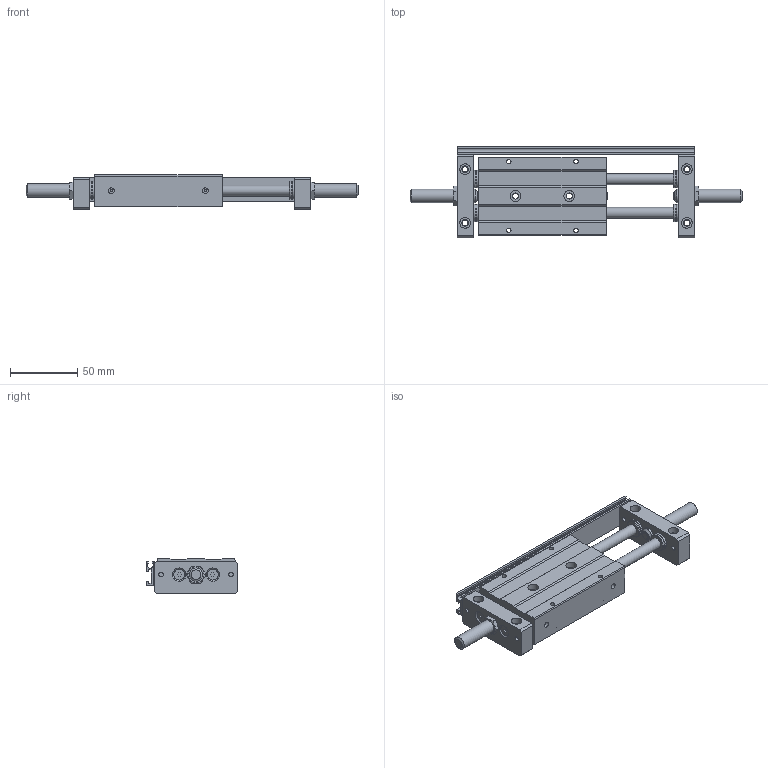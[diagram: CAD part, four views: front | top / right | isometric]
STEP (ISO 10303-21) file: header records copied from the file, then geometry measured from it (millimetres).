
FILE_DESCRIPTION((''),'2;1');
FILE_NAME('DPCS16X50.STEP','2012-11-29T15:19:11',('Administrator'),(''),'CADlook_v9.0','Cimatron E 8.0','');
FILE_SCHEMA(('AUTOMOTIVE_DESIGN { 1 2 10303 214 0 1 1 1 }'));
Length unit declared in the file: millimetre
Bounding box: 247 x 68 x 26 mm (x, y, z)
Volume: 183738.8 mm3; surface area: 61372.7 mm2
Topology: 4 solids, 4 shells, 224 faces, 536 edges, 361 vertices
Faces by surface type: plane 138, cylinder 60, cone 26
Full cylindrical faces by diameter (mm): 2 x2, 3.3 x4, 3.4 x4, 3.7 x4, 4.2 x6, 4.5 x2, 4.9 x4, 5 x3, 6 x4, 8 x12, 10 x4, 13 x8
Entity records: 8036 total; most frequent: DIRECTION 1074, CARTESIAN_POINT 1067, ORIENTED_EDGE 906, EDGE_CURVE 453, AXIS2_PLACEMENT_3D 410, EDGE_LOOP 388, VERTEX_POINT 361, VECTOR 254
